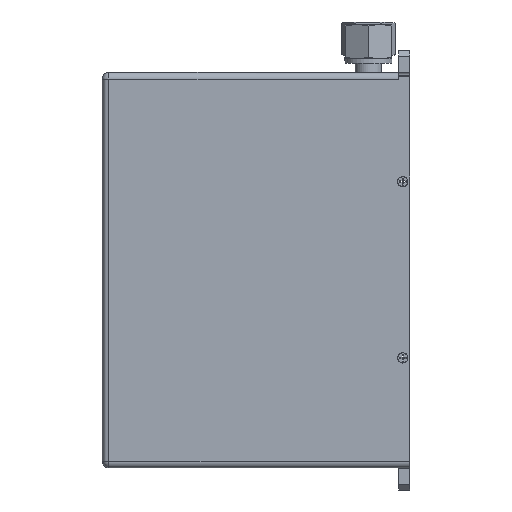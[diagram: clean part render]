
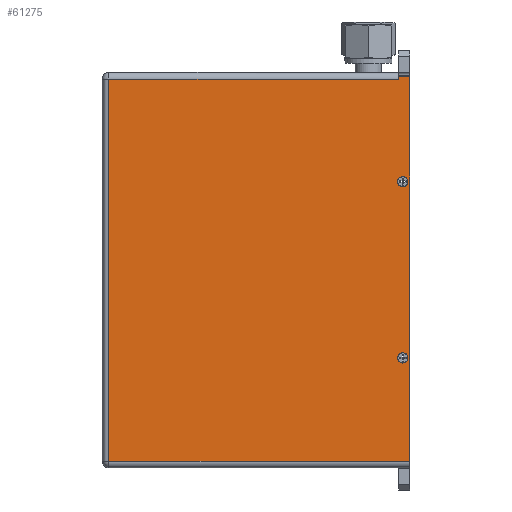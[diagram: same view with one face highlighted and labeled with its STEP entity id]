
A CAD part, left-side view. The second image highlights one B-rep face of the part: STEP entity #61275.
In plain terms, the highlighted planar face has unit normal (-1, 0, 0).
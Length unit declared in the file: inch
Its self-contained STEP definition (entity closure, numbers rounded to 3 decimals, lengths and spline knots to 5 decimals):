
#1343 = CARTESIAN_POINT ( 'NONE',  ( -0.06, 0.005, -0.04 ) ) ;
#1739 = EDGE_CURVE ( 'NONE', #20709, #57717, #46984, .T. ) ;
#2196 = DIRECTION ( 'NONE',  ( 0., 0., 1. ) ) ;
#2670 = ORIENTED_EDGE ( 'NONE', *, *, #77710, .T. ) ;
#2780 = VECTOR ( 'NONE', #87030, 39.37008 ) ;
#3603 = EDGE_CURVE ( 'NONE', #15160, #20709, #23292, .T. ) ;
#4552 = EDGE_CURVE ( 'NONE', #76631, #78971, #21686, .T. ) ;
#6013 = VECTOR ( 'NONE', #12725, 39.37008 ) ;
#9805 = FACE_BOUND ( 'NONE', #29156, .T. ) ;
#10585 = EDGE_LOOP ( 'NONE', ( #48887 ) ) ;
#11339 = AXIS2_PLACEMENT_3D ( 'NONE', #77683, #31947, #85339 ) ;
#11452 = EDGE_CURVE ( 'NONE', #60032, #60032, #46414, .T. ) ;
#12642 = CARTESIAN_POINT ( 'NONE',  ( -0.06, 6.836, -0.089 ) ) ;
#12702 = CARTESIAN_POINT ( 'NONE',  ( -0.06, 0.005, -0.089 ) ) ;
#12725 = DIRECTION ( 'NONE',  ( 0., 1., 0. ) ) ;
#14640 = ORIENTED_EDGE ( 'NONE', *, *, #56221, .T. ) ;
#15160 = VERTEX_POINT ( 'NONE', #26361 ) ;
#20709 = VERTEX_POINT ( 'NONE', #98032 ) ;
#21686 = LINE ( 'NONE', #53670, #42186 ) ;
#23292 = LINE ( 'NONE', #94345, #2780 ) ;
#23377 = CARTESIAN_POINT ( 'NONE',  ( -0.06, 0.005, -8.771 ) ) ;
#24753 = DIRECTION ( 'NONE',  ( 0., 0., 1. ) ) ;
#24770 = DIRECTION ( 'NONE',  ( 1., 0., 0. ) ) ;
#24874 = CARTESIAN_POINT ( 'NONE',  ( -0.06, 0.16, -6.42 ) ) ;
#26361 = CARTESIAN_POINT ( 'NONE',  ( -0.06, 0.255, -0.04 ) ) ;
#28955 = CARTESIAN_POINT ( 'NONE',  ( -0.06, 6.836, -8.771 ) ) ;
#29156 = EDGE_LOOP ( 'NONE', ( #2670 ) ) ;
#30421 = EDGE_LOOP ( 'NONE', ( #32428, #71692, #45748, #64307, #85649, #14640 ) ) ;
#31947 = DIRECTION ( 'NONE',  ( 1., 0., 0. ) ) ;
#32428 = ORIENTED_EDGE ( 'NONE', *, *, #4552, .T. ) ;
#33191 = DIRECTION ( 'NONE',  ( 0., -1., 0. ) ) ;
#36383 = VECTOR ( 'NONE', #90586, 39.37008 ) ;
#36637 = DIRECTION ( 'NONE',  ( -1., 0., 0. ) ) ;
#36721 = VERTEX_POINT ( 'NONE', #42486 ) ;
#37522 = VECTOR ( 'NONE', #33191, 39.37008 ) ;
#38791 = LINE ( 'NONE', #82974, #36383 ) ;
#41139 = AXIS2_PLACEMENT_3D ( 'NONE', #24874, #24770, #24753 ) ;
#42186 = VECTOR ( 'NONE', #2196, 39.37008 ) ;
#42486 = CARTESIAN_POINT ( 'NONE',  ( -0.06, 0.16, -2.3025 ) ) ;
#43692 = PLANE ( 'NONE',  #52061 ) ;
#45748 = ORIENTED_EDGE ( 'NONE', *, *, #3603, .T. ) ;
#46414 = CIRCLE ( 'NONE', #41139, 0.1175 ) ;
#46984 = LINE ( 'NONE', #12702, #6013 ) ;
#48887 = ORIENTED_EDGE ( 'NONE', *, *, #11452, .T. ) ;
#50841 = FACE_BOUND ( 'NONE', #10585, .T. ) ;
#52061 = AXIS2_PLACEMENT_3D ( 'NONE', #82319, #36637, #89943 ) ;
#53670 = CARTESIAN_POINT ( 'NONE',  ( -0.06, 0.005, -4.43 ) ) ;
#56221 = EDGE_CURVE ( 'NONE', #69541, #76631, #38791, .T. ) ;
#57717 = VERTEX_POINT ( 'NONE', #12642 ) ;
#57849 = LINE ( 'NONE', #63951, #37522 ) ;
#60032 = VERTEX_POINT ( 'NONE', #80298 ) ;
#61275 = ADVANCED_FACE ( 'NONE', ( #88863, #9805, #50841 ), #43692, .T. ) ;
#61884 = EDGE_CURVE ( 'NONE', #57717, #69541, #85058, .T. ) ;
#63951 = CARTESIAN_POINT ( 'NONE',  ( -0.06, 6.985, -0.04 ) ) ;
#64307 = ORIENTED_EDGE ( 'NONE', *, *, #1739, .T. ) ;
#64830 = VECTOR ( 'NONE', #67546, 39.37008 ) ;
#67546 = DIRECTION ( 'NONE',  ( 0., 0., -1. ) ) ;
#69541 = VERTEX_POINT ( 'NONE', #28955 ) ;
#71692 = ORIENTED_EDGE ( 'NONE', *, *, #85410, .F. ) ;
#76631 = VERTEX_POINT ( 'NONE', #23377 ) ;
#77683 = CARTESIAN_POINT ( 'NONE',  ( -0.06, 0.16, -2.42 ) ) ;
#77710 = EDGE_CURVE ( 'NONE', #36721, #36721, #82439, .T. ) ;
#78971 = VERTEX_POINT ( 'NONE', #1343 ) ;
#80298 = CARTESIAN_POINT ( 'NONE',  ( -0.06, 0.16, -6.3025 ) ) ;
#82319 = CARTESIAN_POINT ( 'NONE',  ( -0.06, 0.005, -8.92 ) ) ;
#82439 = CIRCLE ( 'NONE', #11339, 0.1175 ) ;
#82974 = CARTESIAN_POINT ( 'NONE',  ( -0.06, 0.005, -8.771 ) ) ;
#85058 = LINE ( 'NONE', #90151, #64830 ) ;
#85339 = DIRECTION ( 'NONE',  ( 0., 0., 1. ) ) ;
#85410 = EDGE_CURVE ( 'NONE', #15160, #78971, #57849, .T. ) ;
#85649 = ORIENTED_EDGE ( 'NONE', *, *, #61884, .T. ) ;
#87030 = DIRECTION ( 'NONE',  ( 0., 0., -1. ) ) ;
#88863 = FACE_OUTER_BOUND ( 'NONE', #30421, .T. ) ;
#89943 = DIRECTION ( 'NONE',  ( 0., 0., 1. ) ) ;
#90151 = CARTESIAN_POINT ( 'NONE',  ( -0.06, 6.836, -8.92 ) ) ;
#90586 = DIRECTION ( 'NONE',  ( 0., -1., 0. ) ) ;
#94345 = CARTESIAN_POINT ( 'NONE',  ( -0.06, 0.255, -8.92 ) ) ;
#98032 = CARTESIAN_POINT ( 'NONE',  ( -0.06, 0.255, -0.089 ) ) ;
